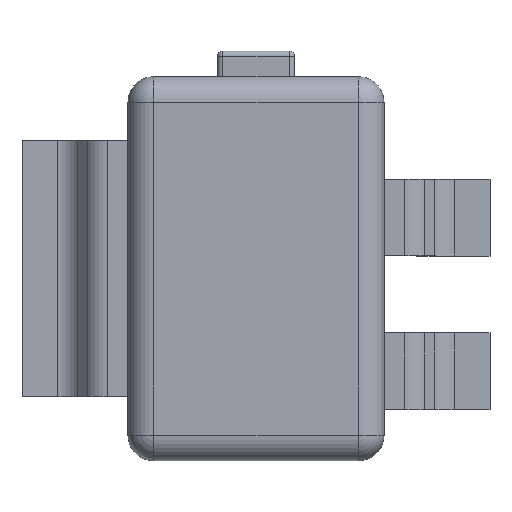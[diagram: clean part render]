
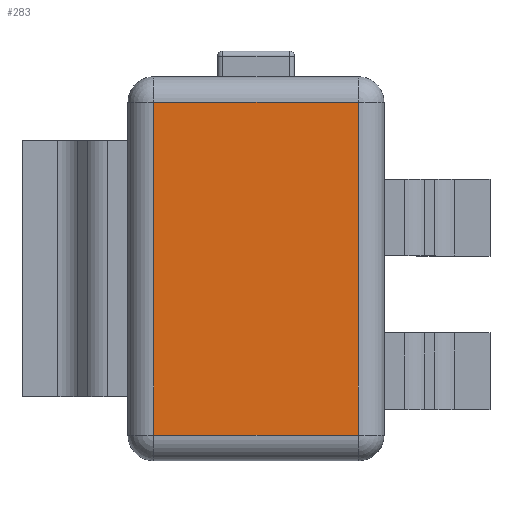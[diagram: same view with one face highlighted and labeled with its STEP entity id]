
A CAD part, top view. The second image highlights one B-rep face of the part: STEP entity #283.
In plain terms, the highlighted planar face has unit normal (0, 0, 1).
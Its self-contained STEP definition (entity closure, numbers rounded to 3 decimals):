
#100=FACE_OUTER_BOUND('',#437,.T.);
#283=ADVANCED_FACE('',(#100),#384,.T.);
#384=PLANE('',#1694);
#437=EDGE_LOOP('',(#570,#571,#572,#573));
#570=ORIENTED_EDGE('',*,*,#1186,.T.);
#571=ORIENTED_EDGE('',*,*,#1187,.T.);
#572=ORIENTED_EDGE('',*,*,#1188,.T.);
#573=ORIENTED_EDGE('',*,*,#1189,.T.);
#1044=VERTEX_POINT('',#2470);
#1045=VERTEX_POINT('',#2471);
#1046=VERTEX_POINT('',#2473);
#1047=VERTEX_POINT('',#2475);
#1186=EDGE_CURVE('',#1044,#1045,#1419,.T.);
#1187=EDGE_CURVE('',#1045,#1046,#1420,.T.);
#1188=EDGE_CURVE('',#1046,#1047,#1421,.T.);
#1189=EDGE_CURVE('',#1047,#1044,#1422,.T.);
#1419=LINE('',#2469,#1568);
#1420=LINE('',#2472,#1569);
#1421=LINE('',#2474,#1570);
#1422=LINE('',#2476,#1571);
#1568=VECTOR('',#1921,1.);
#1569=VECTOR('',#1922,1.);
#1570=VECTOR('',#1923,1.);
#1571=VECTOR('',#1924,1.);
#1694=AXIS2_PLACEMENT_3D('',#2477,#1925,#1926);
#1921=DIRECTION('',(0.,1.,0.));
#1922=DIRECTION('',(-1.,0.,0.));
#1923=DIRECTION('',(0.,-1.,0.));
#1924=DIRECTION('',(1.,0.,0.));
#1925=DIRECTION('',(0.,0.,1.));
#1926=DIRECTION('',(1.,0.,0.));
#2469=CARTESIAN_POINT('',(4.5,7.5,1.5));
#2470=CARTESIAN_POINT('',(4.5,0.5,1.5));
#2471=CARTESIAN_POINT('',(4.5,7.,1.5));
#2472=CARTESIAN_POINT('',(0.,7.,1.5));
#2473=CARTESIAN_POINT('',(0.5,7.,1.5));
#2474=CARTESIAN_POINT('',(0.5,0.,1.5));
#2475=CARTESIAN_POINT('',(0.5,0.5,1.5));
#2476=CARTESIAN_POINT('',(5.,0.5,1.5));
#2477=CARTESIAN_POINT('',(0.,0.,1.5));
